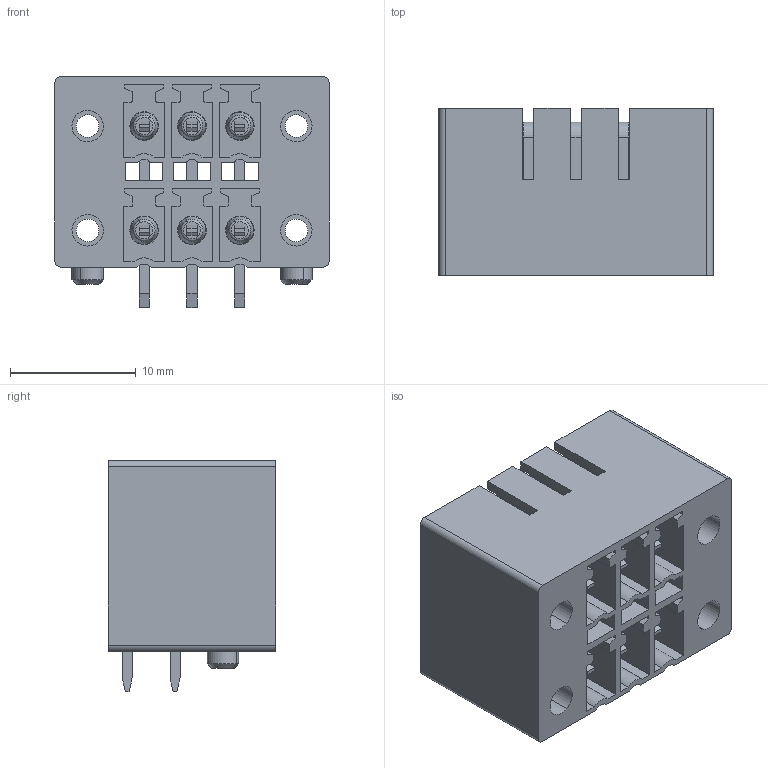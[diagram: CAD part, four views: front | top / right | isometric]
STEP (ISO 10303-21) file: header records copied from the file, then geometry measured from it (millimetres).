
FILE_DESCRIPTION(('CATIA V5 STEP Exchange','CAx-IF Rec.Pracs.--- Model Styling and Organization---1.2---2011-12-15'),'2;1');
FILE_NAME ('D1447478_0', '2018-10-05T04:31:04+00:00', ('none'), ('Weidmueller'), 'CATIA Version 5-6 Release 2014', 'CATIA V5 STEP AP214', 'none');
FILE_SCHEMA(('AUTOMOTIVE_DESIGN { 1 0 10303 214 1 1 1 1 }'));
Length unit declared in the file: millimetre
Products named in the file (1): 1039450000
Bounding box: 21.82 x 13.3 x 18.4 mm (x, y, z)
Volume: 2721.5 mm3; surface area: 3974.5 mm2
Topology: 9 solids, 9 shells, 455 faces, 1266 edges, 842 vertices
Faces by surface type: plane 346, cylinder 69, torus 24, cone 16
Entity records: 13090 total; most frequent: ORIENTED_EDGE 2532, CARTESIAN_POINT 2359, DIRECTION 1661, EDGE_CURVE 1266, VECTOR 1052, LINE 1052, VERTEX_POINT 842, EDGE_LOOP 494
